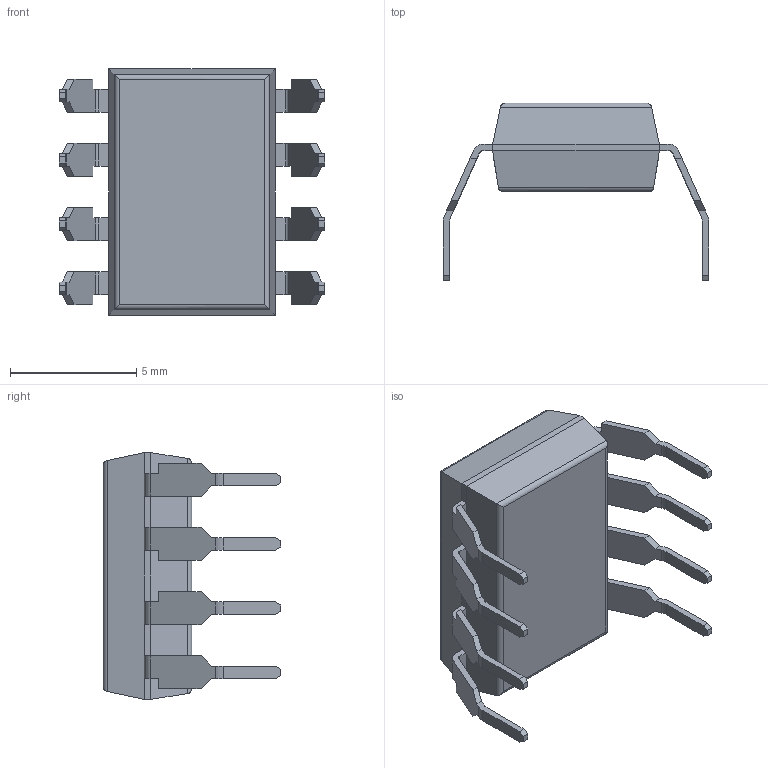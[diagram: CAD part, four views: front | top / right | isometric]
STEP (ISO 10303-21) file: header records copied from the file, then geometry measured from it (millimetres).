
FILE_DESCRIPTION (( 'STEP AP214' ), '1' );
FILE_NAME ('8Pin M.STEP', '2024-01-05T08:45:54', ( '' ), ( '' ), 'SwSTEP 2.0', 'SolidWorks 2022', '' );
FILE_SCHEMA (( 'AUTOMOTIVE_DESIGN' ));
Length unit declared in the file: millimetre
Products named in the file (4): 8Pin Body; PinL; PinR; 8Pin M
Assembly tree (9 placements, depth 2):
  8Pin M
    8Pin Body
    PinL  x4
    PinR  x4
Bounding box: 10.51 x 7.02 x 9.76 mm (x, y, z)
Volume: 219.6 mm3; surface area: 328 mm2
Topology: 9 solids, 9 shells, 201 faces, 530 edges, 348 vertices
Faces by surface type: plane 159, cylinder 42
Entity records: 2198 total; most frequent: CARTESIAN_POINT 383, DIRECTION 344, ORIENTED_EDGE 340, EDGE_CURVE 170, VECTOR 142, LINE 142, VERTEX_POINT 108, AXIS2_PLACEMENT_3D 101
